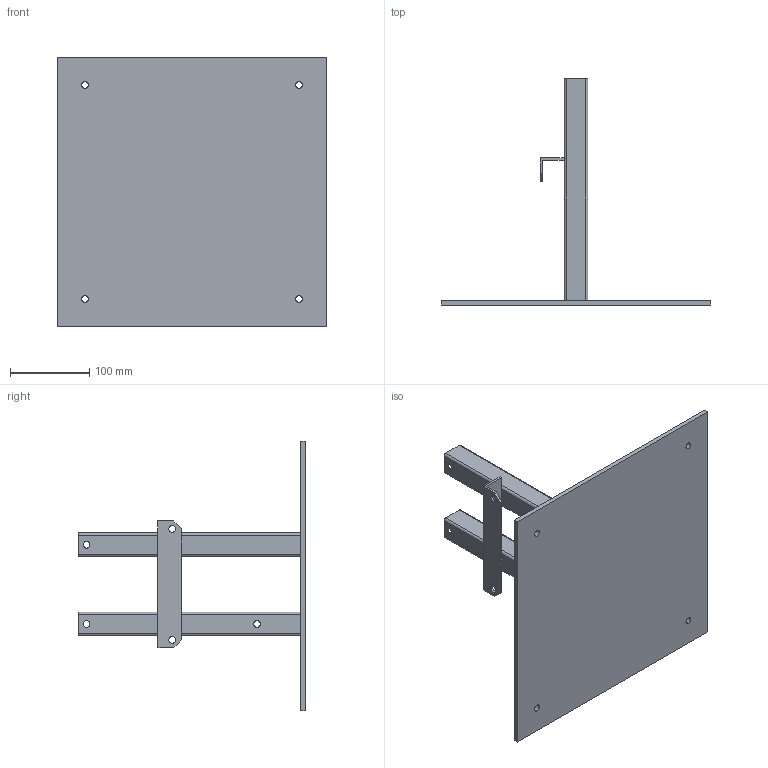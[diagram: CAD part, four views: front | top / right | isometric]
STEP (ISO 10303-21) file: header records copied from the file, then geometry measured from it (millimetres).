
FILE_DESCRIPTION (( 'STEP AP214' ), '1' );
FILE_NAME ('Wallmount.STEP', '2017-09-19T12:06:32', ( '' ), ( '' ), 'SwSTEP 2.0', 'SolidWorks 2016', '' );
FILE_SCHEMA (( 'AUTOMOTIVE_DESIGN' ));
Length unit declared in the file: millimetre
Products named in the file (5): sheet 340x340x6mm; tube 30x30x2mm 280 01; angle 30x30x3mm 160; tube 30x30x2mm 280 02; Wallmount
Assembly tree (4 placements, depth 2):
  Wallmount
    sheet 340x340x6mm
    tube 30x30x2mm 280 01
    tube 30x30x2mm 280 02
    angle 30x30x3mm 160
Bounding box: 340 x 286 x 340 mm (x, y, z)
Volume: 839871 mm3; surface area: 380889.4 mm2
Topology: 4 solids, 4 shells, 76 faces, 204 edges, 136 vertices
Faces by surface type: cylinder 40, plane 36
Entity records: 2662 total; most frequent: DIRECTION 450, CARTESIAN_POINT 423, ORIENTED_EDGE 408, EDGE_CURVE 204, AXIS2_PLACEMENT_3D 163, VERTEX_POINT 136, VECTOR 124, LINE 124
